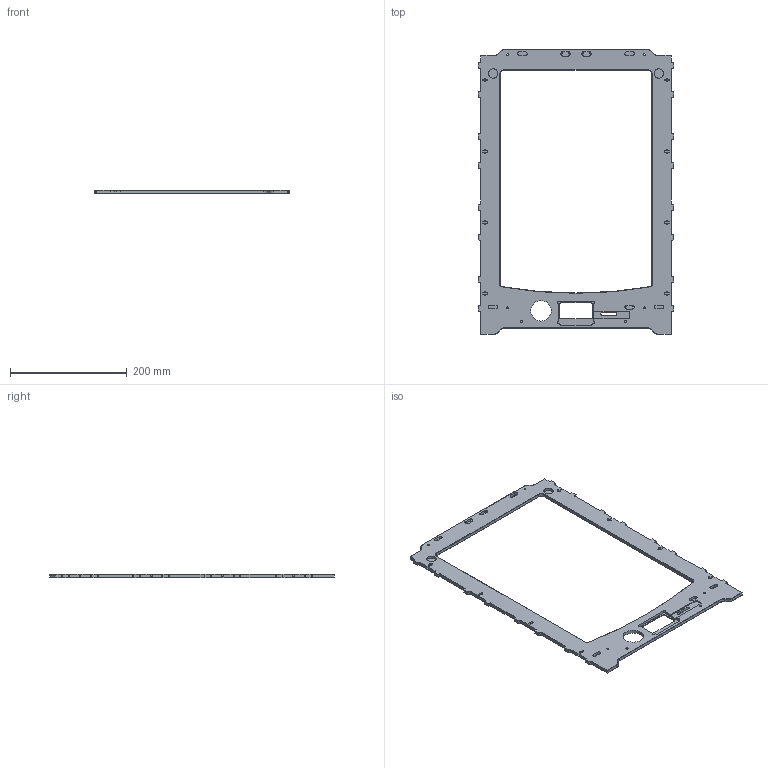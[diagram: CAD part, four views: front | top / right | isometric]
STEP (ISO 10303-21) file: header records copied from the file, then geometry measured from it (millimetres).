
FILE_DESCRIPTION (( 'STEP AP214' ), '1' );
FILE_NAME ('2214-B.STEP', '2015-09-01T07:30:27', ( '' ), ( '' ), 'SwSTEP 2.0', 'SolidWorks 2015', '' );
FILE_SCHEMA (( 'AUTOMOTIVE_DESIGN' ));
Length unit declared in the file: millimetre
Products named in the file (1): 2214-B
Bounding box: 334.2 x 488 x 6.2 mm (x, y, z)
Volume: 321109.3 mm3; surface area: 134770.9 mm2
Topology: 12 solids, 12 shells, 611 faces, 1665 edges, 1090 vertices
Faces by surface type: plane 335, cylinder 138, bspline 112, cone 26
Entity records: 22303 total; most frequent: CARTESIAN_POINT 4860, ORIENTED_EDGE 3330, DIRECTION 2741, EDGE_CURVE 1665, VECTOR 1137, LINE 1137, VERTEX_POINT 1090, AXIS2_PLACEMENT_3D 802
